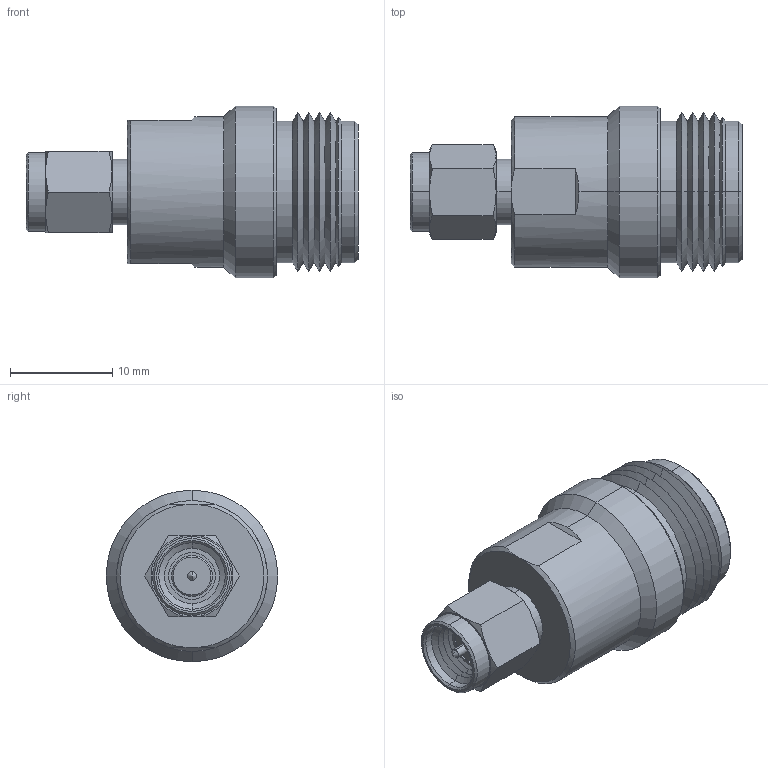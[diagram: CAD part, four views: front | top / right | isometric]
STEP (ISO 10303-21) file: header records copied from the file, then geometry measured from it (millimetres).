
FILE_DESCRIPTION (( 'STEP AP203' ), '1' );
FILE_NAME ('LCAD91178_3D.STEP', '2022-08-22T20:39:11', ( '' ), ( '' ), 'SwSTEP 2.0', 'SolidWorks 2021', '' );
FILE_SCHEMA (( 'CONFIG_CONTROL_DESIGN' ));
Length unit declared in the file: millimetre
Products named in the file (1): LCAD91178_3D
Bounding box: 32.4 x 16.75 x 16.75 mm (x, y, z)
Volume: 3712.4 mm3; surface area: 2802.1 mm2
Topology: 1 solids, 1 shells, 167 faces, 360 edges, 206 vertices
Faces by surface type: cone 88, plane 41, cylinder 38
Entity records: 4665 total; most frequent: CARTESIAN_POINT 986, DIRECTION 806, ORIENTED_EDGE 712, EDGE_CURVE 356, AXIS2_PLACEMENT_3D 338, VERTEX_POINT 206, EDGE_LOOP 182, CIRCLE 170
